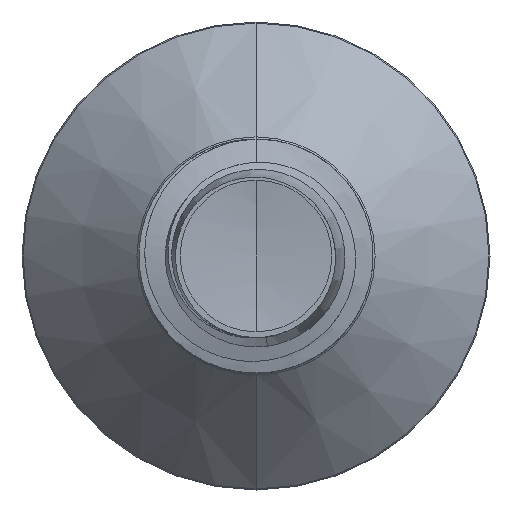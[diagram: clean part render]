
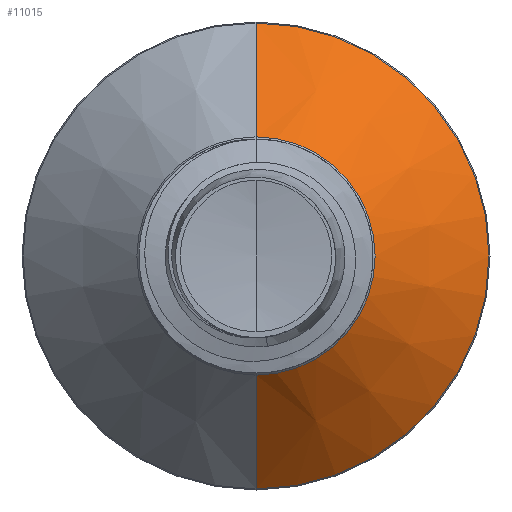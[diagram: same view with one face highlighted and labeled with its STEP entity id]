
A CAD part, front view. The second image highlights one B-rep face of the part: STEP entity #11015.
In plain terms, the highlighted conical face has half-angle 45 degrees and reference radius 1.782 mm.
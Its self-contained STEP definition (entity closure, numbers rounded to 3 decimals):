
#397 = LINE ( 'NONE', #10942, #456 ) ;
#456 = VECTOR ( 'NONE', #4591, 1000. ) ;
#515 = DIRECTION ( 'NONE',  ( 0., 1., 0. ) ) ;
#1676 = DIRECTION ( 'NONE',  ( 0., 1., 0. ) ) ;
#2637 = VERTEX_POINT ( 'NONE', #21121 ) ;
#3327 = EDGE_CURVE ( 'NONE', #8399, #9079, #10106, .T. ) ;
#3404 = CIRCLE ( 'NONE', #18211, 1.782 ) ;
#3452 = EDGE_LOOP ( 'NONE', ( #9916, #5524, #11442, #18175 ) ) ;
#3761 = EDGE_CURVE ( 'NONE', #2637, #4637, #397, .T. ) ;
#4323 = CONICAL_SURFACE ( 'NONE', #20519, 1.782, 0.785 ) ;
#4363 = CARTESIAN_POINT ( 'NONE',  ( 0., 8.632, 1.782 ) ) ;
#4591 = DIRECTION ( 'NONE',  ( 0., 0.707, -0.707 ) ) ;
#4637 = VERTEX_POINT ( 'NONE', #19136 ) ;
#5062 = CARTESIAN_POINT ( 'NONE',  ( 0., 10.335, 3.485 ) ) ;
#5524 = ORIENTED_EDGE ( 'NONE', *, *, #3761, .T. ) ;
#6962 = CARTESIAN_POINT ( 'NONE',  ( 0., 10.335, 0. ) ) ;
#7342 = DIRECTION ( 'NONE',  ( 0., 0., 1. ) ) ;
#7348 = CARTESIAN_POINT ( 'NONE',  ( 0., 8.632, 1.782 ) ) ;
#8399 = VERTEX_POINT ( 'NONE', #4363 ) ;
#8614 = DIRECTION ( 'NONE',  ( 0., 0., 1. ) ) ;
#9079 = VERTEX_POINT ( 'NONE', #5062 ) ;
#9916 = ORIENTED_EDGE ( 'NONE', *, *, #14826, .T. ) ;
#10106 = LINE ( 'NONE', #7348, #17305 ) ;
#10389 = CARTESIAN_POINT ( 'NONE',  ( 0., 8.632, 0. ) ) ;
#10634 = FACE_OUTER_BOUND ( 'NONE', #3452, .T. ) ;
#10942 = CARTESIAN_POINT ( 'NONE',  ( 0., 8.632, -1.782 ) ) ;
#11015 = ADVANCED_FACE ( 'NONE', ( #10634 ), #4323, .T. ) ;
#11442 = ORIENTED_EDGE ( 'NONE', *, *, #19605, .F. ) ;
#12053 = DIRECTION ( 'NONE',  ( 0., 0., 1. ) ) ;
#13496 = AXIS2_PLACEMENT_3D ( 'NONE', #6962, #18498, #8614 ) ;
#14826 = EDGE_CURVE ( 'NONE', #8399, #2637, #3404, .T. ) ;
#16877 = CIRCLE ( 'NONE', #13496, 3.485 ) ;
#17305 = VECTOR ( 'NONE', #20532, 1000. ) ;
#18114 = CARTESIAN_POINT ( 'NONE',  ( 0., 8.632, 0. ) ) ;
#18175 = ORIENTED_EDGE ( 'NONE', *, *, #3327, .F. ) ;
#18211 = AXIS2_PLACEMENT_3D ( 'NONE', #10389, #515, #12053 ) ;
#18498 = DIRECTION ( 'NONE',  ( 0., 1., 0. ) ) ;
#19136 = CARTESIAN_POINT ( 'NONE',  ( 0., 10.335, -3.485 ) ) ;
#19605 = EDGE_CURVE ( 'NONE', #9079, #4637, #16877, .T. ) ;
#20519 = AXIS2_PLACEMENT_3D ( 'NONE', #18114, #1676, #7342 ) ;
#20532 = DIRECTION ( 'NONE',  ( 0., 0.707, 0.707 ) ) ;
#21121 = CARTESIAN_POINT ( 'NONE',  ( 0., 8.632, -1.782 ) ) ;
